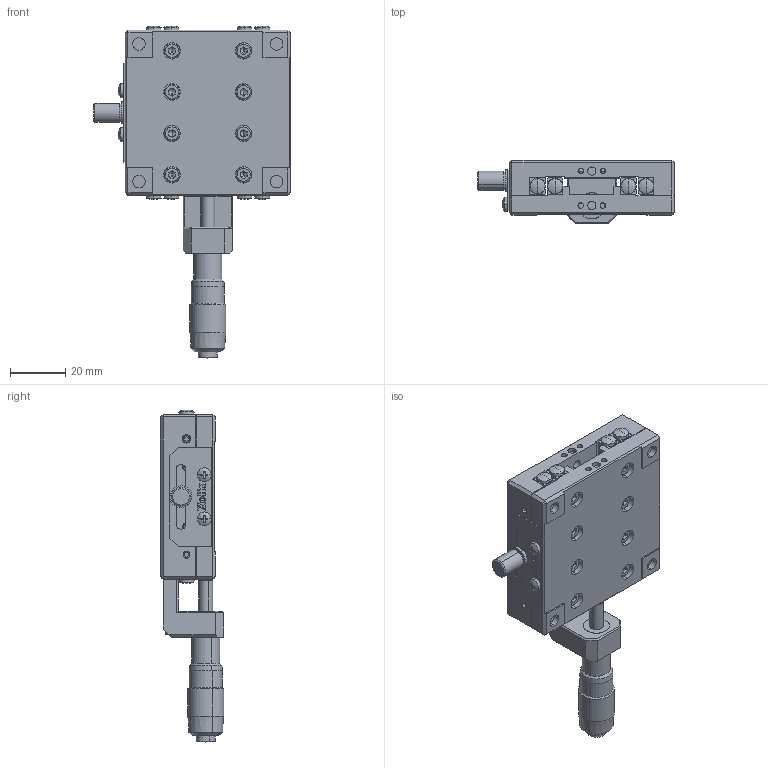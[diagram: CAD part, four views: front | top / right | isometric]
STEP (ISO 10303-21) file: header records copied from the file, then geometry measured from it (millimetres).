
FILE_DESCRIPTION (( 'STEP AP203' ), '1' );
FILE_NAME ('SK13A-60CZ.step', '2019-05-08T07:36:35', ( '' ), ( '' ), 'SwSTEP 2.0', 'SolidWorks 2017', '' );
FILE_SCHEMA (( 'CONFIG_CONTROL_DESIGN' ));
Length unit declared in the file: millimetre
Products named in the file (1): SK13A-60CZ
Bounding box: 71.5 x 23 x 120.5 mm (x, y, z)
Surface area: 31754.3 mm2 (no closed solid volume)
Topology: 0 solids, 38 shells, 695 faces, 2399 edges, 1625 vertices
Faces by surface type: plane 419, cylinder 146, cone 72, torus 36, bspline 16, sphere 6
Entity records: 25911 total; most frequent: CARTESIAN_POINT 5263, DIRECTION 4418, ORIENTED_EDGE 3809, EDGE_CURVE 2347, VERTEX_POINT 1625, LINE 1494, VECTOR 1494, AXIS2_PLACEMENT_3D 1462
